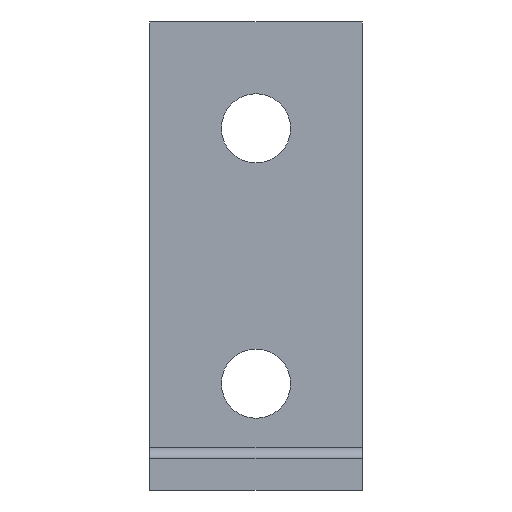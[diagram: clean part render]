
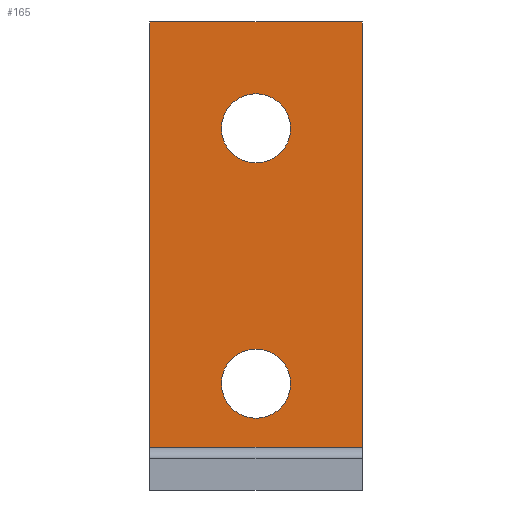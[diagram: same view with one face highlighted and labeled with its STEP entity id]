
A CAD part, front view. The second image highlights one B-rep face of the part: STEP entity #165.
In plain terms, the highlighted planar face has unit normal (0, -1, 0).
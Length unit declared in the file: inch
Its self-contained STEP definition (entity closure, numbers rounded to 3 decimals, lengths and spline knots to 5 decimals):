
#83=EDGE_CURVE('',#209,#210,#211,.T.);
#105=EDGE_CURVE('',#210,#242,#243,.T.);
#111=EDGE_CURVE('',#242,#250,#251,.T.);
#147=EDGE_CURVE('',#209,#250,#301,.T.);
#165=ADVANCED_FACE('',(#328,#329,#330),#331,.T.);
#209=VERTEX_POINT('',#378);
#210=VERTEX_POINT('',#379);
#211=LINE('',#380,#381);
#242=VERTEX_POINT('',#450);
#243=LINE('',#451,#452);
#250=VERTEX_POINT('',#469);
#251=LINE('',#470,#471);
#301=LINE('',#604,#605);
#328=FACE_BOUND('',#652,.T.);
#329=FACE_BOUND('',#653,.T.);
#330=FACE_OUTER_BOUND('',#654,.T.);
#331=PLANE('',#655);
#378=CARTESIAN_POINT('',(1.25,3.09379,0.25001));
#379=CARTESIAN_POINT('',(1.25,3.09379,2.75005));
#380=CARTESIAN_POINT('',(1.25,3.09379,0.25001));
#381=VECTOR('',#701,1.0);
#450=CARTESIAN_POINT('',(0.,3.09379,2.75005));
#451=CARTESIAN_POINT('',(1.25,3.09379,2.75005));
#452=VECTOR('',#728,1.0);
#469=CARTESIAN_POINT('',(0.,3.09379,0.25001));
#470=CARTESIAN_POINT('',(0.,3.09379,0.25001));
#471=VECTOR('',#735,1.0);
#604=CARTESIAN_POINT('',(1.25,3.09379,0.25001));
#605=VECTOR('',#814,1.0);
#652=EDGE_LOOP('',(#869,#870,#871,#872));
#653=EDGE_LOOP('',(#873,#874,#875,#876));
#654=EDGE_LOOP('',(#877,#878,#879,#880));
#655=AXIS2_PLACEMENT_3D('',#881,#882,#883);
#701=DIRECTION('',(0.,0.0,1.0));
#728=DIRECTION('',(-1.0,0.,0.));
#735=DIRECTION('',(0.,-0.0,-1.0));
#814=DIRECTION('',(-1.0,0.,0.));
#869=ORIENTED_EDGE('',*,*,#925,.T.);
#870=ORIENTED_EDGE('',*,*,#960,.T.);
#871=ORIENTED_EDGE('',*,*,#951,.T.);
#872=ORIENTED_EDGE('',*,*,#920,.T.);
#873=ORIENTED_EDGE('',*,*,#944,.T.);
#874=ORIENTED_EDGE('',*,*,#969,.T.);
#875=ORIENTED_EDGE('',*,*,#930,.T.);
#876=ORIENTED_EDGE('',*,*,#963,.T.);
#877=ORIENTED_EDGE('',*,*,#111,.T.);
#878=ORIENTED_EDGE('',*,*,#147,.F.);
#879=ORIENTED_EDGE('',*,*,#83,.T.);
#880=ORIENTED_EDGE('',*,*,#105,.T.);
#881=CARTESIAN_POINT('',(1.25,3.09379,1.50003));
#882=DIRECTION('',(0.,-1.0,0.));
#883=DIRECTION('',(0.,0.0,1.0));
#920=EDGE_CURVE('',#1009,#1007,#1010,.T.);
#925=EDGE_CURVE('',#1007,#1015,#1017,.T.);
#930=EDGE_CURVE('',#1025,#1023,#1026,.T.);
#944=EDGE_CURVE('',#1046,#1044,#1047,.T.);
#951=EDGE_CURVE('',#1056,#1009,#1057,.T.);
#960=EDGE_CURVE('',#1015,#1056,#1067,.T.);
#963=EDGE_CURVE('',#1023,#1046,#1070,.T.);
#969=EDGE_CURVE('',#1044,#1025,#1076,.T.);
#1007=VERTEX_POINT('',#1150);
#1009=VERTEX_POINT('',#1153);
#1010=B_SPLINE_CURVE_WITH_KNOTS('',3,(#1154,#1155,#1156,#1157),.UNSPECIFIED.,.F.,.F.,(4,4),(-1.0,-0.0),.UNSPECIFIED.);
#1015=VERTEX_POINT('',#1166);
#1017=B_SPLINE_CURVE_WITH_KNOTS('',3,(#1169,#1170,#1171,#1172),.UNSPECIFIED.,.F.,.F.,(4,4),(-1.0,-0.0),.UNSPECIFIED.);
#1023=VERTEX_POINT('',#1181);
#1025=VERTEX_POINT('',#1184);
#1026=B_SPLINE_CURVE_WITH_KNOTS('',3,(#1185,#1186,#1187,#1188),.UNSPECIFIED.,.F.,.F.,(4,4),(-1.0,-0.0),.UNSPECIFIED.);
#1044=VERTEX_POINT('',#1219);
#1046=VERTEX_POINT('',#1222);
#1047=B_SPLINE_CURVE_WITH_KNOTS('',3,(#1223,#1224,#1225,#1226),.UNSPECIFIED.,.F.,.F.,(4,4),(-1.0,-0.0),.UNSPECIFIED.);
#1056=VERTEX_POINT('',#1243);
#1057=B_SPLINE_CURVE_WITH_KNOTS('',3,(#1244,#1245,#1246,#1247),.UNSPECIFIED.,.F.,.F.,(4,4),(-1.0,-0.0),.UNSPECIFIED.);
#1067=B_SPLINE_CURVE_WITH_KNOTS('',3,(#1268,#1269,#1270,#1271),.UNSPECIFIED.,.F.,.F.,(4,4),(-1.0,-0.0),.UNSPECIFIED.);
#1070=B_SPLINE_CURVE_WITH_KNOTS('',3,(#1277,#1278,#1279,#1280),.UNSPECIFIED.,.F.,.F.,(4,4),(-1.0,-0.0),.UNSPECIFIED.);
#1076=B_SPLINE_CURVE_WITH_KNOTS('',3,(#1292,#1293,#1294,#1295),.UNSPECIFIED.,.F.,.F.,(4,4),(-1.0,-0.0),.UNSPECIFIED.);
#1150=CARTESIAN_POINT('',(0.82813,3.09379,0.625));
#1153=CARTESIAN_POINT('',(0.625,3.09379,0.82815));
#1154=CARTESIAN_POINT('',(0.625,3.09379,0.82815));
#1155=CARTESIAN_POINT('',(0.73718,3.09379,0.82815));
#1156=CARTESIAN_POINT('',(0.82813,3.09379,0.7372));
#1157=CARTESIAN_POINT('',(0.82813,3.09379,0.625));
#1166=CARTESIAN_POINT('',(0.625,3.09379,0.42185));
#1169=CARTESIAN_POINT('',(0.82813,3.09379,0.625));
#1170=CARTESIAN_POINT('',(0.82813,3.09379,0.5128));
#1171=CARTESIAN_POINT('',(0.73718,3.09379,0.42185));
#1172=CARTESIAN_POINT('',(0.625,3.09379,0.42185));
#1181=CARTESIAN_POINT('',(0.625,3.09379,2.32815));
#1184=CARTESIAN_POINT('',(0.42188,3.09379,2.125));
#1185=CARTESIAN_POINT('',(0.42188,3.09379,2.125));
#1186=CARTESIAN_POINT('',(0.42188,3.09379,2.2372));
#1187=CARTESIAN_POINT('',(0.51282,3.09379,2.32815));
#1188=CARTESIAN_POINT('',(0.625,3.09379,2.32815));
#1219=CARTESIAN_POINT('',(0.625,3.09379,1.92185));
#1222=CARTESIAN_POINT('',(0.82813,3.09379,2.125));
#1223=CARTESIAN_POINT('',(0.82813,3.09379,2.125));
#1224=CARTESIAN_POINT('',(0.82813,3.09379,2.0128));
#1225=CARTESIAN_POINT('',(0.73718,3.09379,1.92185));
#1226=CARTESIAN_POINT('',(0.625,3.09379,1.92185));
#1243=CARTESIAN_POINT('',(0.42188,3.09379,0.625));
#1244=CARTESIAN_POINT('',(0.42188,3.09379,0.625));
#1245=CARTESIAN_POINT('',(0.42188,3.09379,0.7372));
#1246=CARTESIAN_POINT('',(0.51282,3.09379,0.82815));
#1247=CARTESIAN_POINT('',(0.625,3.09379,0.82815));
#1268=CARTESIAN_POINT('',(0.625,3.09379,0.42185));
#1269=CARTESIAN_POINT('',(0.51282,3.09379,0.42185));
#1270=CARTESIAN_POINT('',(0.42188,3.09379,0.5128));
#1271=CARTESIAN_POINT('',(0.42188,3.09379,0.625));
#1277=CARTESIAN_POINT('',(0.625,3.09379,2.32815));
#1278=CARTESIAN_POINT('',(0.73718,3.09379,2.32815));
#1279=CARTESIAN_POINT('',(0.82813,3.09379,2.2372));
#1280=CARTESIAN_POINT('',(0.82813,3.09379,2.125));
#1292=CARTESIAN_POINT('',(0.625,3.09379,1.92185));
#1293=CARTESIAN_POINT('',(0.51282,3.09379,1.92185));
#1294=CARTESIAN_POINT('',(0.42188,3.09379,2.0128));
#1295=CARTESIAN_POINT('',(0.42188,3.09379,2.125));
